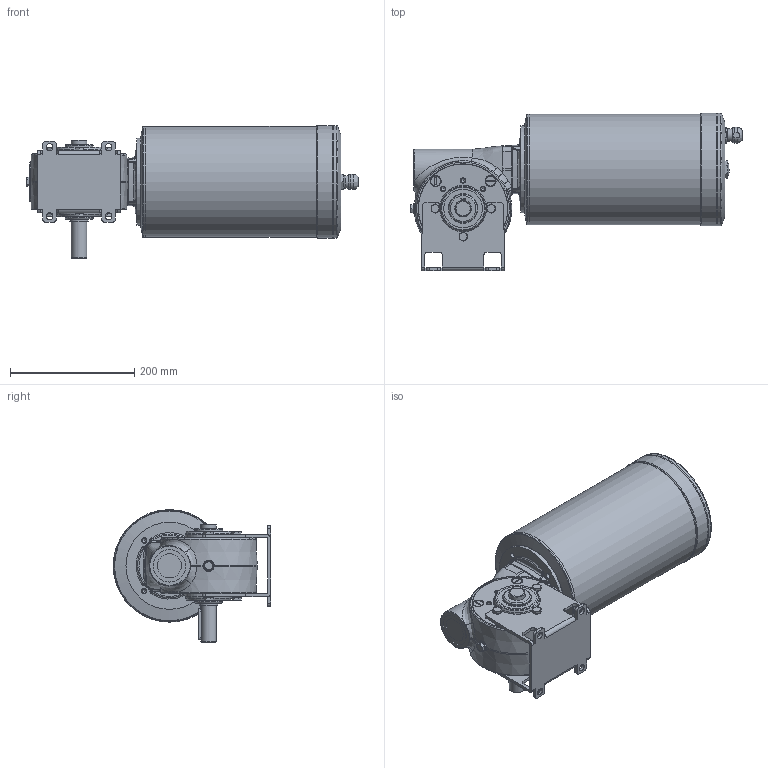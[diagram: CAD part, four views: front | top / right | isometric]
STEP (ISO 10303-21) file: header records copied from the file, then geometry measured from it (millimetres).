
FILE_DESCRIPTION( ( 'Unknown' ), '1' );
FILE_NAME( 'FE8591BE482793FADA68D96D94134EAA.3d.stp', 'Unknown', ( 'Unknown' ), ( 'Unknown' ), 'PSStep 10.1', 'Unknown', ' ' );
FILE_SCHEMA( ( 'AUTOMOTIVE_DESIGN { 1 0 10303 214 1 1 1 1 }' ) );
Length unit declared in the file: millimetre
Products named in the file (1): N638800
Bounding box: 533.8 x 253.5 x 213.7 mm (x, y, z)
Volume: 10427941.3 mm3; surface area: 433484.9 mm2
Topology: 1 solids, 29 shells, 801 faces, 1939 edges, 1230 vertices
Faces by surface type: plane 300, cylinder 187, cone 154, bspline 108, torus 47, revolution 4, sphere 1
Full cylindrical faces by diameter (mm): 6.647 x29, 7 x1, 8 x11, 9 x8, 9.5 x6, 11.6 x6, 13 x4, 13.4 x1, 14 x4, 16.662 x1, 18 x1, 20 x1, 24 x2, 25 x3, 29.5 x1, 30 x1, 35 x1, 39 x1, 45 x2, 46 x2, 47 x1, 47.5 x2, 52 x1, 62 x2, 85 x1, 95 x2, 140 x1, 144 x1, 177.98 x1, 178 x2
Entity records: 39799 total; most frequent: CARTESIAN_POINT 17297, DIRECTION 3147, ORIENTED_EDGE 3104, EDGE_CURVE 1552, AXIS2_PLACEMENT_3D 1310, EDGE_LOOP 1115, VERTEX_POINT 1104, FACE_OUTER_BOUND 936
